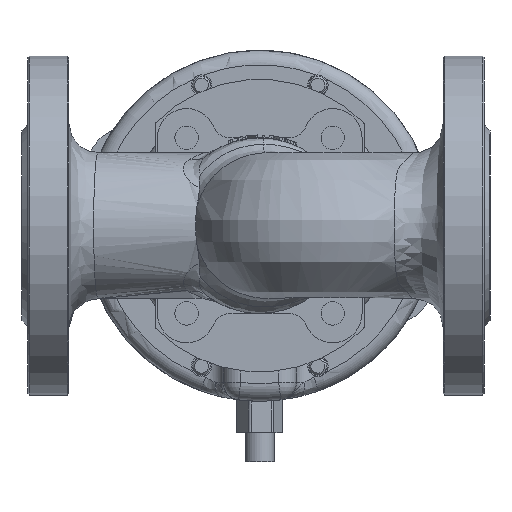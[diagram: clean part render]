
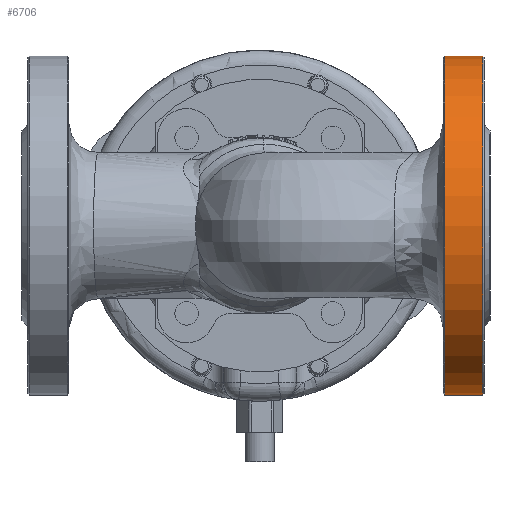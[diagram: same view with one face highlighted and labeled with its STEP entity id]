
A CAD part, front view. The second image highlights one B-rep face of the part: STEP entity #6706.
In plain terms, the highlighted cylindrical face has radius 58 mm (diameter 116 mm), a full revolution.
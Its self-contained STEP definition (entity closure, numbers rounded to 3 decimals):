
#790=FACE_OUTER_BOUND('',#1198,.T.);
#1198=EDGE_LOOP('',(#4893,#4894,#4895,#4896,#4897,#4898));
#1654=LINE('',#15091,#2004);
#2004=VECTOR('',#8405,58.);
#2317=CIRCLE('',#7306,58.);
#2318=CIRCLE('',#7307,58.);
#2320=CIRCLE('',#7310,58.);
#2321=CIRCLE('',#7311,58.);
#2842=VERTEX_POINT('',#15080);
#2843=VERTEX_POINT('',#15081);
#2845=VERTEX_POINT('',#15088);
#2846=VERTEX_POINT('',#15089);
#3587=EDGE_CURVE('',#2842,#2843,#2317,.T.);
#3588=EDGE_CURVE('',#2843,#2842,#2318,.T.);
#3591=EDGE_CURVE('',#2845,#2846,#2320,.T.);
#3592=EDGE_CURVE('',#2846,#2842,#1654,.T.);
#3593=EDGE_CURVE('',#2846,#2845,#2321,.T.);
#4893=ORIENTED_EDGE('',*,*,#3591,.T.);
#4894=ORIENTED_EDGE('',*,*,#3592,.T.);
#4895=ORIENTED_EDGE('',*,*,#3587,.T.);
#4896=ORIENTED_EDGE('',*,*,#3588,.T.);
#4897=ORIENTED_EDGE('',*,*,#3592,.F.);
#4898=ORIENTED_EDGE('',*,*,#3593,.T.);
#6247=CYLINDRICAL_SURFACE('',#7309,58.);
#6706=ADVANCED_FACE('',(#790),#6247,.T.);
#7306=AXIS2_PLACEMENT_3D('',#15082,#8394,#8395);
#7307=AXIS2_PLACEMENT_3D('',#15083,#8396,#8397);
#7309=AXIS2_PLACEMENT_3D('',#15087,#8401,#8402);
#7310=AXIS2_PLACEMENT_3D('',#15090,#8403,#8404);
#7311=AXIS2_PLACEMENT_3D('',#15092,#8406,#8407);
#8394=DIRECTION('center_axis',(1.,0.,0.));
#8395=DIRECTION('ref_axis',(0.,0.,1.));
#8396=DIRECTION('center_axis',(1.,0.,0.));
#8397=DIRECTION('ref_axis',(0.,0.,1.));
#8401=DIRECTION('center_axis',(1.,0.,0.));
#8402=DIRECTION('ref_axis',(0.,0.,-1.));
#8403=DIRECTION('center_axis',(-1.,0.,0.));
#8404=DIRECTION('ref_axis',(0.,0.,1.));
#8405=DIRECTION('',(-1.,0.,0.));
#8406=DIRECTION('center_axis',(-1.,0.,0.));
#8407=DIRECTION('ref_axis',(0.,0.,1.));
#15080=CARTESIAN_POINT('',(144.5,0.,58.));
#15081=CARTESIAN_POINT('',(144.5,0.,-58.));
#15082=CARTESIAN_POINT('Origin',(144.5,0.,0.));
#15083=CARTESIAN_POINT('Origin',(144.5,0.,0.));
#15087=CARTESIAN_POINT('Origin',(158.,0.,0.));
#15088=CARTESIAN_POINT('',(157.5,0.,-58.));
#15089=CARTESIAN_POINT('',(157.5,0.,58.));
#15090=CARTESIAN_POINT('Origin',(157.5,0.,0.));
#15091=CARTESIAN_POINT('',(158.,0.,58.));
#15092=CARTESIAN_POINT('Origin',(157.5,0.,0.));
